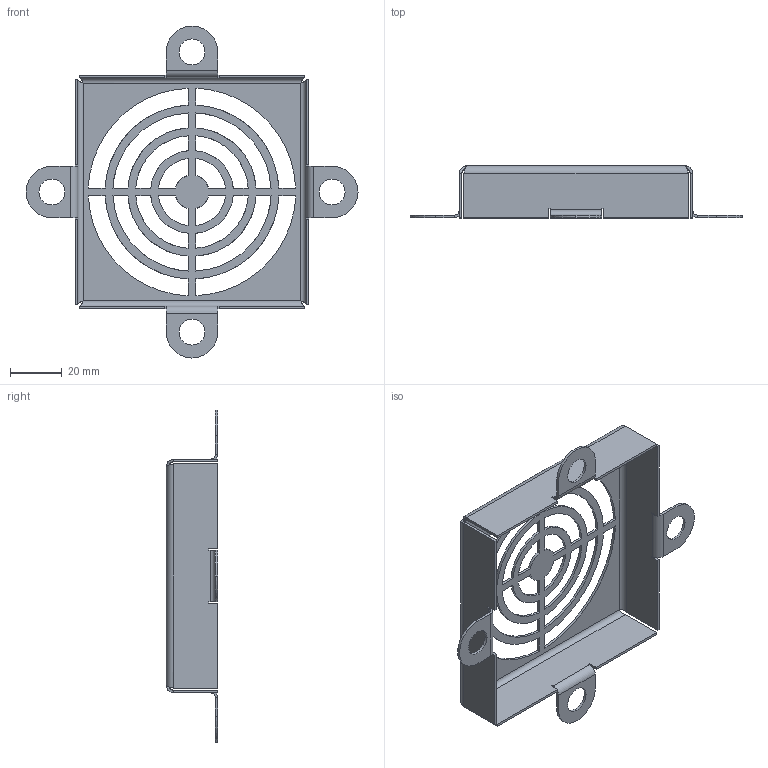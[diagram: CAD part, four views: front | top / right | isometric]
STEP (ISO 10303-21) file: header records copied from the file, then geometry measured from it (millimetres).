
FILE_DESCRIPTION (( 'STEP AP214' ), '1' );
FILE_NAME ('Sheetmetal.step', '2023-06-14T23:23:51', ( '' ), ( '' ), 'SwSTEP 2.0', 'SolidWorks 2022', '' );
FILE_SCHEMA (( 'AUTOMOTIVE_DESIGN' ));
Length unit declared in the file: millimetre
Products named in the file (1): Sheetmetal
Bounding box: 128 x 20 x 128 mm (x, y, z)
Volume: 11933.8 mm3; surface area: 25942.4 mm2
Topology: 1 solids, 1 shells, 178 faces, 464 edges, 288 vertices
Faces by surface type: plane 106, bspline 40, cylinder 32
Entity records: 7526 total; most frequent: CARTESIAN_POINT 3335, ORIENTED_EDGE 928, DIRECTION 702, EDGE_CURVE 464, VECTOR 328, LINE 328, VERTEX_POINT 288, EDGE_LOOP 218
